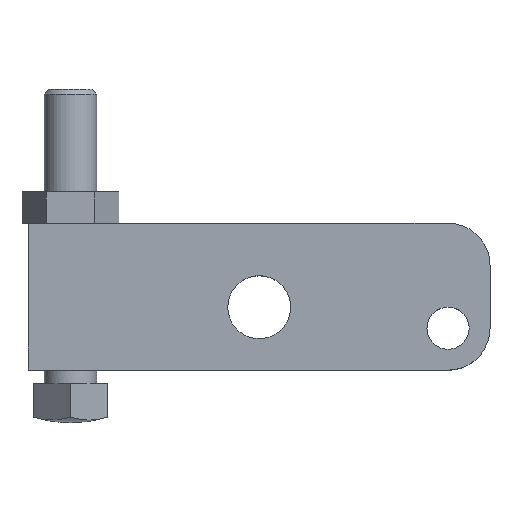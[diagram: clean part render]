
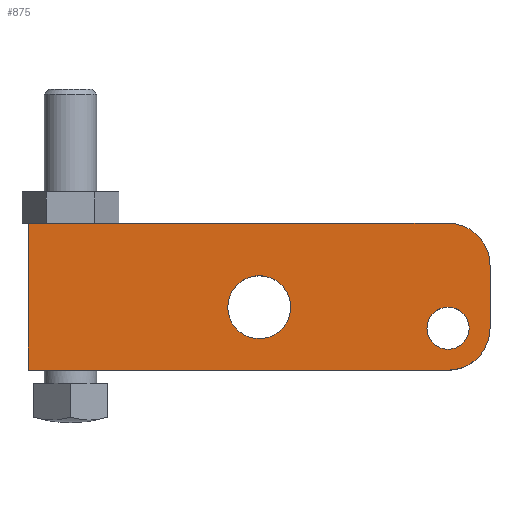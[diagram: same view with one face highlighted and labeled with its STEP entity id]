
A CAD part, top view. The second image highlights one B-rep face of the part: STEP entity #875.
In plain terms, the highlighted planar face has unit normal (0, 0, 1).
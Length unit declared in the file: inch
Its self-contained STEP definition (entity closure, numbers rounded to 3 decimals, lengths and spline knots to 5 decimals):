
#142=CARTESIAN_POINT('',(0.,0.,0.3125));
#143=DIRECTION('',(0.,0.,1.));
#144=DIRECTION('',(0.,-1.,0.));
#145=AXIS2_PLACEMENT_3D('',#142,#143,#144);
#164=CARTESIAN_POINT('',(0.,0.,0.3125));
#165=DIRECTION('',(0.,0.,-1.));
#166=DIRECTION('',(-1.,0.,0.));
#167=AXIS2_PLACEMENT_3D('',#164,#165,#166);
#169=CARTESIAN_POINT('',(0.,0.,0.3125));
#170=DIRECTION('',(0.,0.,-1.));
#171=DIRECTION('',(1.,0.,0.));
#172=AXIS2_PLACEMENT_3D('',#169,#170,#171);
#174=CARTESIAN_POINT('',(-1.125,0.125,0.3125));
#175=DIRECTION('',(0.,0.,-1.));
#176=DIRECTION('',(-1.,0.,0.));
#177=AXIS2_PLACEMENT_3D('',#174,#175,#176);
#179=CARTESIAN_POINT('',(-1.125,0.125,0.3125));
#180=DIRECTION('',(0.,0.,-1.));
#181=DIRECTION('',(1.,0.,0.));
#182=AXIS2_PLACEMENT_3D('',#179,#180,#181);
#184=DIRECTION('',(0.,1.,0.));
#185=VECTOR('',#184,0.375);
#186=CARTESIAN_POINT('',(0.25,0.,0.3125));
#187=LINE('',#186,#185);
#188=DIRECTION('',(1.,0.,0.));
#189=VECTOR('',#188,2.5);
#190=CARTESIAN_POINT('',(-2.5,-0.25,0.3125));
#191=LINE('',#190,#189);
#192=DIRECTION('',(0.,-1.,0.));
#193=VECTOR('',#192,0.875);
#194=CARTESIAN_POINT('',(-2.5,0.625,0.3125));
#195=LINE('',#194,#193);
#196=DIRECTION('',(-1.,0.,0.));
#197=VECTOR('',#196,2.5);
#198=CARTESIAN_POINT('',(0.,0.625,0.3125));
#199=LINE('',#198,#197);
#273=CARTESIAN_POINT('',(0.,0.375,0.3125));
#274=DIRECTION('',(0.,0.,1.));
#275=DIRECTION('',(1.,0.,0.));
#276=AXIS2_PLACEMENT_3D('',#273,#274,#275);
#497=CARTESIAN_POINT('',(-2.5,0.625,0.3125));
#498=CARTESIAN_POINT('',(-2.5,-0.25,0.3125));
#499=VERTEX_POINT('',#497);
#500=VERTEX_POINT('',#498);
#505=CARTESIAN_POINT('',(-0.12575,0.,0.3125));
#506=CARTESIAN_POINT('',(0.12575,0.,0.3125));
#507=VERTEX_POINT('',#505);
#508=VERTEX_POINT('',#506);
#513=CARTESIAN_POINT('',(-1.31275,0.125,0.3125));
#514=CARTESIAN_POINT('',(-0.93725,0.125,0.3125));
#515=VERTEX_POINT('',#513);
#516=VERTEX_POINT('',#514);
#543=CARTESIAN_POINT('',(0.,-0.25,0.3125));
#544=VERTEX_POINT('',#543);
#547=CARTESIAN_POINT('',(0.25,0.,0.3125));
#548=VERTEX_POINT('',#547);
#553=CARTESIAN_POINT('',(0.,0.625,0.3125));
#555=VERTEX_POINT('',#553);
#559=CARTESIAN_POINT('',(0.25,0.375,0.3125));
#560=VERTEX_POINT('',#559);
#846=CARTESIAN_POINT('',(0.,0.,0.3125));
#847=DIRECTION('',(0.,0.,1.));
#848=DIRECTION('',(1.,0.,0.));
#849=AXIS2_PLACEMENT_3D('',#846,#847,#848);
#850=PLANE('',#849);
#852=ORIENTED_EDGE('',*,*,#851,.F.);
#854=ORIENTED_EDGE('',*,*,#853,.F.);
#855=ORIENTED_EDGE('',*,*,#825,.F.);
#856=ORIENTED_EDGE('',*,*,#743,.F.);
#858=ORIENTED_EDGE('',*,*,#857,.F.);
#860=ORIENTED_EDGE('',*,*,#859,.F.);
#861=EDGE_LOOP('',(#852,#854,#855,#856,#858,#860));
#862=FACE_OUTER_BOUND('',#861,.F.);
#864=ORIENTED_EDGE('',*,*,#863,.F.);
#866=ORIENTED_EDGE('',*,*,#865,.F.);
#867=EDGE_LOOP('',(#864,#866));
#868=FACE_BOUND('',#867,.F.);
#870=ORIENTED_EDGE('',*,*,#869,.F.);
#872=ORIENTED_EDGE('',*,*,#871,.F.);
#873=EDGE_LOOP('',(#870,#872));
#874=FACE_BOUND('',#873,.F.);
#875=ADVANCED_FACE('',(#862,#868,#874),#850,.T.);
#146=CIRCLE('',#145,0.25);
#168=CIRCLE('',#167,0.12575);
#173=CIRCLE('',#172,0.12575);
#178=CIRCLE('',#177,0.18775);
#183=CIRCLE('',#182,0.18775);
#277=CIRCLE('',#276,0.25);
#743=EDGE_CURVE('',#500,#544,#191,.T.);
#825=EDGE_CURVE('',#544,#548,#146,.T.);
#851=EDGE_CURVE('',#560,#555,#277,.T.);
#853=EDGE_CURVE('',#548,#560,#187,.T.);
#857=EDGE_CURVE('',#499,#500,#195,.T.);
#859=EDGE_CURVE('',#555,#499,#199,.T.);
#863=EDGE_CURVE('',#507,#508,#168,.T.);
#865=EDGE_CURVE('',#508,#507,#173,.T.);
#869=EDGE_CURVE('',#515,#516,#178,.T.);
#871=EDGE_CURVE('',#516,#515,#183,.T.);
